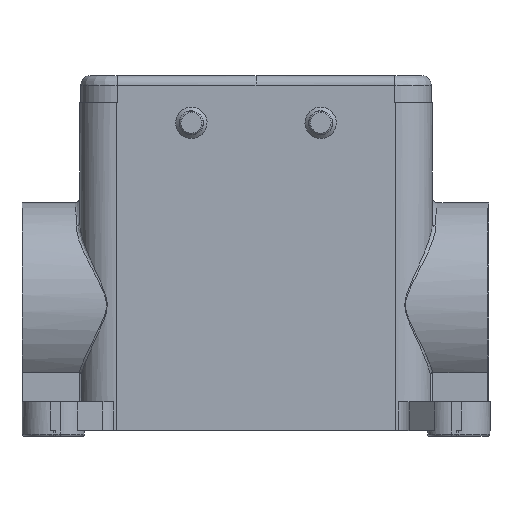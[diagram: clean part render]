
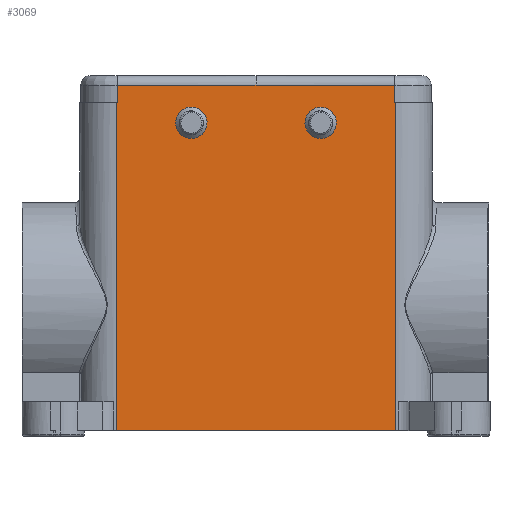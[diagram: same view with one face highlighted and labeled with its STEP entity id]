
A CAD part, front view. The second image highlights one B-rep face of the part: STEP entity #3069.
In plain terms, the highlighted planar face has unit normal (0, -1, 0).
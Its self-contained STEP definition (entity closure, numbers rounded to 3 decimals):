
#3069=ADVANCED_FACE('',(#4325,#4326,#4327),#3411,.T.);
#3411=PLANE('',#8047);
#3545=LINE('',#10259,#3935);
#3546=LINE('',#10262,#3936);
#3547=LINE('',#10264,#3937);
#3548=LINE('',#10266,#3938);
#3549=LINE('',#10268,#3939);
#3550=LINE('',#10270,#3940);
#3551=LINE('',#10272,#3941);
#3552=LINE('',#10274,#3942);
#3553=LINE('',#10276,#3943);
#3935=VECTOR('',#8654,1.);
#3936=VECTOR('',#8655,1.);
#3937=VECTOR('',#8656,1.);
#3938=VECTOR('',#8657,1.);
#3939=VECTOR('',#8658,1.);
#3940=VECTOR('',#8659,1.);
#3941=VECTOR('',#8660,1.);
#3942=VECTOR('',#8661,1.);
#3943=VECTOR('',#8662,1.);
#4325=FACE_BOUND('',#4493,.T.);
#4326=FACE_BOUND('',#4494,.T.);
#4327=FACE_BOUND('',#4495,.T.);
#4493=EDGE_LOOP('',(#4917));
#4494=EDGE_LOOP('',(#4918,#4919,#4920,#4921,#4922,#4923,#4924,#4925,#4926));
#4495=EDGE_LOOP('',(#4927));
#4917=ORIENTED_EDGE('',*,*,#6972,.T.);
#4918=ORIENTED_EDGE('',*,*,#6973,.T.);
#4919=ORIENTED_EDGE('',*,*,#6974,.F.);
#4920=ORIENTED_EDGE('',*,*,#6975,.T.);
#4921=ORIENTED_EDGE('',*,*,#6976,.F.);
#4922=ORIENTED_EDGE('',*,*,#6977,.F.);
#4923=ORIENTED_EDGE('',*,*,#6978,.T.);
#4924=ORIENTED_EDGE('',*,*,#6979,.T.);
#4925=ORIENTED_EDGE('',*,*,#6980,.T.);
#4926=ORIENTED_EDGE('',*,*,#6981,.T.);
#4927=ORIENTED_EDGE('',*,*,#6982,.T.);
#6455=VERTEX_POINT('',#10258);
#6456=VERTEX_POINT('',#10260);
#6457=VERTEX_POINT('',#10261);
#6458=VERTEX_POINT('',#10263);
#6459=VERTEX_POINT('',#10265);
#6460=VERTEX_POINT('',#10267);
#6461=VERTEX_POINT('',#10269);
#6462=VERTEX_POINT('',#10271);
#6463=VERTEX_POINT('',#10273);
#6464=VERTEX_POINT('',#10275);
#6465=VERTEX_POINT('',#10278);
#6972=EDGE_CURVE('',#6455,#6455,#7741,.T.);
#6973=EDGE_CURVE('',#6456,#6457,#3545,.T.);
#6974=EDGE_CURVE('',#6458,#6457,#3546,.T.);
#6975=EDGE_CURVE('',#6458,#6459,#3547,.T.);
#6976=EDGE_CURVE('',#6460,#6459,#3548,.T.);
#6977=EDGE_CURVE('',#6461,#6460,#3549,.T.);
#6978=EDGE_CURVE('',#6461,#6462,#3550,.T.);
#6979=EDGE_CURVE('',#6462,#6463,#3551,.T.);
#6980=EDGE_CURVE('',#6463,#6464,#3552,.T.);
#6981=EDGE_CURVE('',#6464,#6456,#3553,.T.);
#6982=EDGE_CURVE('',#6465,#6465,#7742,.T.);
#7741=CIRCLE('',#8045,2.75);
#7742=CIRCLE('',#8046,2.75);
#8045=AXIS2_PLACEMENT_3D('',#10257,#8652,#8653);
#8046=AXIS2_PLACEMENT_3D('',#10277,#8663,#8664);
#8047=AXIS2_PLACEMENT_3D('',#10279,#8665,#8666);
#8652=DIRECTION('',(0.,1.,0.));
#8653=DIRECTION('',(0.547,0.,-0.837));
#8654=DIRECTION('',(-1.,0.,0.));
#8655=DIRECTION('',(0.,0.,-1.));
#8656=DIRECTION('',(-1.,0.,0.));
#8657=DIRECTION('',(1.,0.,0.));
#8658=DIRECTION('',(0.,0.,1.));
#8659=DIRECTION('',(-1.,0.,0.));
#8660=DIRECTION('',(0.,0.,-1.));
#8661=DIRECTION('',(1.,0.,0.));
#8662=DIRECTION('',(0.,0.,1.));
#8663=DIRECTION('',(0.,1.,0.));
#8664=DIRECTION('',(0.547,0.,-0.837));
#8665=DIRECTION('',(0.,-1.,0.));
#8666=DIRECTION('',(0.,0.,1.));
#10257=CARTESIAN_POINT('',(13.4,-21.5,63.8));
#10258=CARTESIAN_POINT('',(14.904,-21.5,61.498));
#10259=CARTESIAN_POINT('',(29.,-21.5,68.));
#10260=CARTESIAN_POINT('',(29.,-21.5,68.));
#10261=CARTESIAN_POINT('',(28.8,-21.5,68.));
#10262=CARTESIAN_POINT('',(28.8,-21.5,71.6));
#10263=CARTESIAN_POINT('',(28.8,-21.5,71.6));
#10264=CARTESIAN_POINT('',(28.8,-21.5,71.6));
#10265=CARTESIAN_POINT('',(0.,-21.5,71.6));
#10266=CARTESIAN_POINT('',(-28.8,-21.5,71.6));
#10267=CARTESIAN_POINT('',(-28.8,-21.5,71.6));
#10268=CARTESIAN_POINT('',(-28.8,-21.5,68.));
#10269=CARTESIAN_POINT('',(-28.8,-21.5,68.));
#10270=CARTESIAN_POINT('',(29.,-21.5,68.));
#10271=CARTESIAN_POINT('',(-29.,-21.5,68.));
#10272=CARTESIAN_POINT('',(-29.,-21.5,68.));
#10273=CARTESIAN_POINT('',(-29.,-21.5,0.));
#10274=CARTESIAN_POINT('',(-29.,-21.5,0.));
#10275=CARTESIAN_POINT('',(29.,-21.5,0.));
#10276=CARTESIAN_POINT('',(29.,-21.5,0.));
#10277=CARTESIAN_POINT('',(-13.4,-21.5,63.8));
#10278=CARTESIAN_POINT('',(-11.896,-21.5,61.498));
#10279=CARTESIAN_POINT('',(30.1,-21.5,-1.85));
